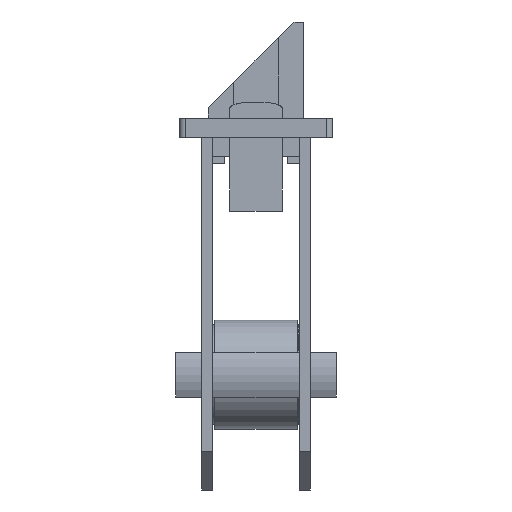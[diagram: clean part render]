
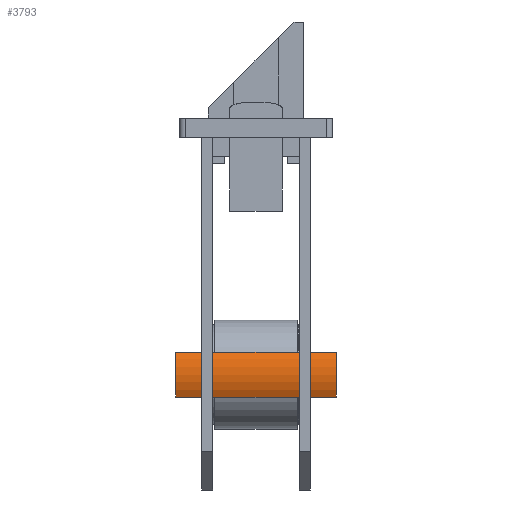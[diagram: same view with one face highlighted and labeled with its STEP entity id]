
A CAD part, front view. The second image highlights one B-rep face of the part: STEP entity #3793.
In plain terms, the highlighted cylindrical face has radius 7.5 mm (diameter 15 mm), a partial arc.
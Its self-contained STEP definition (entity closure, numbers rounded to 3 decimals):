
#11 = CARTESIAN_POINT ( 'NONE',  ( -12.5, 3.5, -38.5 ) ) ;
#29 = CARTESIAN_POINT ( 'NONE',  ( 12.5, -3.133, -42. ) ) ;
#420 = CARTESIAN_POINT ( 'NONE',  ( -27.902, -3.133, -35. ) ) ;
#538 = DIRECTION ( 'NONE',  ( 0., 0., -1. ) ) ;
#1295 = CARTESIAN_POINT ( 'NONE',  ( -12.5, -3.133, -42. ) ) ;
#1402 = VERTEX_POINT ( 'NONE', #9106 ) ;
#1496 = VERTEX_POINT ( 'NONE', #8502 ) ;
#1772 = AXIS2_PLACEMENT_3D ( 'NONE', #1919, #7168, #3442 ) ;
#1919 = CARTESIAN_POINT ( 'NONE',  ( -27.902, 3.5, -38.5 ) ) ;
#2017 = FACE_OUTER_BOUND ( 'NONE', #3859, .T. ) ;
#3066 = VECTOR ( 'NONE', #9233, 1000. ) ;
#3442 = DIRECTION ( 'NONE',  ( 0., 0., -1. ) ) ;
#3793 = ADVANCED_FACE ( 'NONE', ( #2017 ), #5808, .T. ) ;
#3859 = EDGE_LOOP ( 'NONE', ( #8333, #4132, #7428, #7987 ) ) ;
#3903 = EDGE_CURVE ( 'NONE', #1402, #4676, #4137, .T. ) ;
#4055 = DIRECTION ( 'NONE',  ( 1., 0., 0. ) ) ;
#4132 = ORIENTED_EDGE ( 'NONE', *, *, #9450, .T. ) ;
#4137 = CIRCLE ( 'NONE', #7506, 7.5 ) ;
#4454 = DIRECTION ( 'NONE',  ( 0., 1., 0. ) ) ;
#4457 = VERTEX_POINT ( 'NONE', #1295 ) ;
#4676 = VERTEX_POINT ( 'NONE', #29 ) ;
#4690 = VECTOR ( 'NONE', #4055, 1000. ) ;
#5082 = AXIS2_PLACEMENT_3D ( 'NONE', #11, #8192, #4454 ) ;
#5808 = CYLINDRICAL_SURFACE ( 'NONE', #1772, 7.5 ) ;
#5990 = LINE ( 'NONE', #420, #4690 ) ;
#6916 = EDGE_CURVE ( 'NONE', #1496, #1402, #5990, .T. ) ;
#6945 = CARTESIAN_POINT ( 'NONE',  ( -27.902, -3.133, -42. ) ) ;
#6963 = LINE ( 'NONE', #6945, #3066 ) ;
#7168 = DIRECTION ( 'NONE',  ( 1., 0., 0. ) ) ;
#7428 = ORIENTED_EDGE ( 'NONE', *, *, #3903, .F. ) ;
#7506 = AXIS2_PLACEMENT_3D ( 'NONE', #8825, #8113, #538 ) ;
#7863 = EDGE_CURVE ( 'NONE', #4457, #1496, #8777, .T. ) ;
#7987 = ORIENTED_EDGE ( 'NONE', *, *, #6916, .F. ) ;
#8113 = DIRECTION ( 'NONE',  ( 1., 0., 0. ) ) ;
#8192 = DIRECTION ( 'NONE',  ( -1., 0., 0. ) ) ;
#8333 = ORIENTED_EDGE ( 'NONE', *, *, #7863, .F. ) ;
#8502 = CARTESIAN_POINT ( 'NONE',  ( -12.5, -3.133, -35. ) ) ;
#8777 = CIRCLE ( 'NONE', #5082, 7.5 ) ;
#8825 = CARTESIAN_POINT ( 'NONE',  ( 12.5, 3.5, -38.5 ) ) ;
#9106 = CARTESIAN_POINT ( 'NONE',  ( 12.5, -3.133, -35. ) ) ;
#9233 = DIRECTION ( 'NONE',  ( 1., 0., 0. ) ) ;
#9450 = EDGE_CURVE ( 'NONE', #4457, #4676, #6963, .T. ) ;
